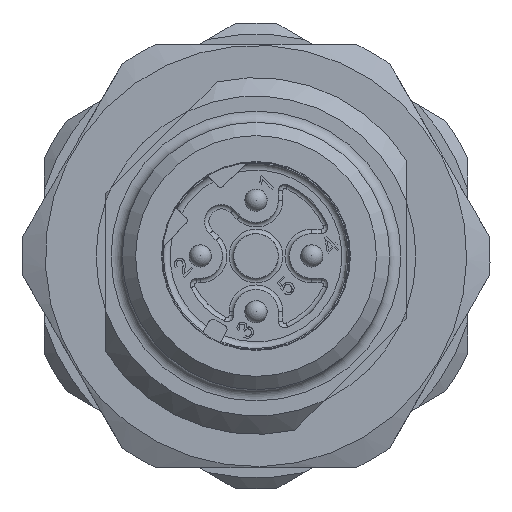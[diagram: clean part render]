
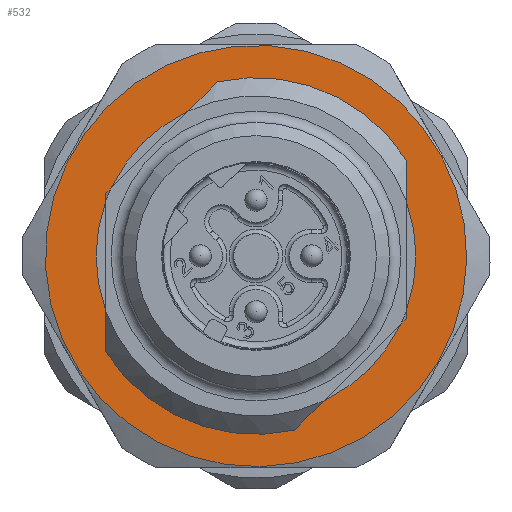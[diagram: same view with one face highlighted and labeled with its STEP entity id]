
A CAD part, front view. The second image highlights one B-rep face of the part: STEP entity #532.
In plain terms, the highlighted planar face has unit normal (0, -1, 0).
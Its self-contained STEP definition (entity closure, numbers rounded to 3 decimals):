
#116=FACE_BOUND('',#1108,.T.);
#117=FACE_BOUND('',#1109,.T.);
#412=PLANE('',#4828);
#532=ADVANCED_FACE('',(#116,#117),#412,.T.);
#1108=EDGE_LOOP('',(#2215));
#1109=EDGE_LOOP('',(#2216,#2217,#2218,#2219,#2220,#2221,#2222,#2223,#2224,
#2225,#2226,#2227,#2228,#2229));
#1438=LINE('',#6619,#1761);
#1440=LINE('',#6622,#1763);
#1446=LINE('',#6638,#1769);
#1447=LINE('',#6639,#1770);
#1453=LINE('',#6655,#1776);
#1455=LINE('',#6658,#1778);
#1460=LINE('',#6672,#1783);
#1461=LINE('',#6673,#1784);
#1761=VECTOR('',#5326,1.);
#1763=VECTOR('',#5328,1.);
#1769=VECTOR('',#5336,1.);
#1770=VECTOR('',#5337,1.);
#1776=VECTOR('',#5345,1.);
#1778=VECTOR('',#5347,1.);
#1783=VECTOR('',#5354,1.);
#1784=VECTOR('',#5355,1.);
#2215=ORIENTED_EDGE('',*,*,#3970,.F.);
#2216=ORIENTED_EDGE('',*,*,#3971,.F.);
#2217=ORIENTED_EDGE('',*,*,#3943,.T.);
#2218=ORIENTED_EDGE('',*,*,#3950,.T.);
#2219=ORIENTED_EDGE('',*,*,#3972,.F.);
#2220=ORIENTED_EDGE('',*,*,#3951,.T.);
#2221=ORIENTED_EDGE('',*,*,#3908,.F.);
#2222=ORIENTED_EDGE('',*,*,#3966,.F.);
#2223=ORIENTED_EDGE('',*,*,#3973,.F.);
#2224=ORIENTED_EDGE('',*,*,#3967,.F.);
#2225=ORIENTED_EDGE('',*,*,#3958,.F.);
#2226=ORIENTED_EDGE('',*,*,#3974,.F.);
#2227=ORIENTED_EDGE('',*,*,#3960,.F.);
#2228=ORIENTED_EDGE('',*,*,#3930,.F.);
#2229=ORIENTED_EDGE('',*,*,#3941,.T.);
#3450=VERTEX_POINT('',#6519);
#3452=VERTEX_POINT('',#6522);
#3467=VERTEX_POINT('',#6588);
#3468=VERTEX_POINT('',#6590);
#3476=VERTEX_POINT('',#6618);
#3477=VERTEX_POINT('',#6621);
#3478=VERTEX_POINT('',#6623);
#3482=VERTEX_POINT('',#6637);
#3483=VERTEX_POINT('',#6640);
#3487=VERTEX_POINT('',#6654);
#3488=VERTEX_POINT('',#6656);
#3489=VERTEX_POINT('',#6659);
#3492=VERTEX_POINT('',#6671);
#3493=VERTEX_POINT('',#6674);
#3495=VERTEX_POINT('',#6680);
#3908=EDGE_CURVE('',#3450,#3452,#4568,.T.);
#3930=EDGE_CURVE('',#3467,#3468,#4576,.T.);
#3941=EDGE_CURVE('',#3467,#3476,#1438,.T.);
#3943=EDGE_CURVE('',#3478,#3477,#1440,.T.);
#3950=EDGE_CURVE('',#3477,#3482,#1446,.T.);
#3951=EDGE_CURVE('',#3483,#3452,#1447,.T.);
#3958=EDGE_CURVE('',#3487,#3488,#1453,.T.);
#3960=EDGE_CURVE('',#3468,#3489,#1455,.T.);
#3966=EDGE_CURVE('',#3492,#3450,#1460,.T.);
#3967=EDGE_CURVE('',#3488,#3493,#1461,.T.);
#3970=EDGE_CURVE('',#3495,#3495,#4583,.T.);
#3971=EDGE_CURVE('',#3478,#3476,#4584,.T.);
#3972=EDGE_CURVE('',#3483,#3482,#4585,.T.);
#3973=EDGE_CURVE('',#3493,#3492,#4586,.T.);
#3974=EDGE_CURVE('',#3489,#3487,#4587,.T.);
#4568=CIRCLE('',#4791,8.);
#4576=CIRCLE('',#4805,8.);
#4583=CIRCLE('',#4823,9.45);
#4584=CIRCLE('',#4824,7.172);
#4585=CIRCLE('',#4825,7.172);
#4586=CIRCLE('',#4826,7.172);
#4587=CIRCLE('',#4827,7.172);
#4791=AXIS2_PLACEMENT_3D('',#6521,#5261,#5262);
#4805=AXIS2_PLACEMENT_3D('',#6589,#5295,#5296);
#4823=AXIS2_PLACEMENT_3D('',#6679,#5360,#5361);
#4824=AXIS2_PLACEMENT_3D('',#6681,#5362,#5363);
#4825=AXIS2_PLACEMENT_3D('',#6682,#5364,#5365);
#4826=AXIS2_PLACEMENT_3D('',#6683,#5366,#5367);
#4827=AXIS2_PLACEMENT_3D('',#6684,#5368,#5369);
#4828=AXIS2_PLACEMENT_3D('',#6685,#5370,#5371);
#5261=DIRECTION('',(0.,-1.,0.));
#5262=DIRECTION('',(0.,0.,1.));
#5295=DIRECTION('',(0.,-1.,0.));
#5296=DIRECTION('',(0.,0.,1.));
#5326=DIRECTION('',(0.,0.,-1.));
#5328=DIRECTION('',(0.,0.,-1.));
#5336=DIRECTION('',(-0.707,0.,-0.707));
#5337=DIRECTION('',(-0.707,0.,-0.707));
#5345=DIRECTION('',(-0.707,0.,-0.707));
#5347=DIRECTION('',(-0.707,0.,-0.707));
#5354=DIRECTION('',(0.,0.,-1.));
#5355=DIRECTION('',(0.,0.,-1.));
#5360=DIRECTION('',(0.,1.,0.));
#5361=DIRECTION('',(0.866,0.,-0.5));
#5362=DIRECTION('',(0.,-1.,0.));
#5363=DIRECTION('',(-0.866,0.,0.5));
#5364=DIRECTION('',(0.,-1.,0.));
#5365=DIRECTION('',(-0.866,0.,0.5));
#5366=DIRECTION('',(0.,-1.,0.));
#5367=DIRECTION('',(-0.866,0.,0.5));
#5368=DIRECTION('',(0.,-1.,0.));
#5369=DIRECTION('',(-0.866,0.,0.5));
#5370=DIRECTION('',(0.,-1.,0.));
#5371=DIRECTION('',(0.866,0.,-0.5));
#6519=CARTESIAN_POINT('',(10.675,-4.425,-4.294));
#6521=CARTESIAN_POINT('',(17.425,-4.425,0.));
#6522=CARTESIAN_POINT('',(19.162,-4.425,-7.809));
#6588=CARTESIAN_POINT('',(24.175,-4.425,4.294));
#6589=CARTESIAN_POINT('',(17.425,-4.425,0.));
#6590=CARTESIAN_POINT('',(15.688,-4.425,7.809));
#6618=CARTESIAN_POINT('',(24.175,-4.425,2.424));
#6619=CARTESIAN_POINT('',(24.175,-4.425,5.744));
#6621=CARTESIAN_POINT('',(24.175,-4.425,-2.796));
#6622=CARTESIAN_POINT('',(24.175,-4.425,5.744));
#6623=CARTESIAN_POINT('',(24.175,-4.425,-2.424));
#6637=CARTESIAN_POINT('',(23.912,-4.425,-3.059));
#6638=CARTESIAN_POINT('',(24.175,-4.425,-2.796));
#6639=CARTESIAN_POINT('',(24.175,-4.425,-2.796));
#6640=CARTESIAN_POINT('',(20.484,-4.425,-6.487));
#6654=CARTESIAN_POINT('',(10.938,-4.425,3.059));
#6655=CARTESIAN_POINT('',(16.714,-4.425,8.835));
#6656=CARTESIAN_POINT('',(10.675,-4.425,2.796));
#6658=CARTESIAN_POINT('',(16.714,-4.425,8.835));
#6659=CARTESIAN_POINT('',(14.366,-4.425,6.487));
#6671=CARTESIAN_POINT('',(10.675,-4.425,-2.424));
#6672=CARTESIAN_POINT('',(10.675,-4.425,2.796));
#6673=CARTESIAN_POINT('',(10.675,-4.425,2.796));
#6674=CARTESIAN_POINT('',(10.675,-4.425,2.424));
#6679=CARTESIAN_POINT('',(17.425,-4.425,0.));
#6680=CARTESIAN_POINT('',(25.609,-4.425,-4.725));
#6681=CARTESIAN_POINT('',(17.425,-4.425,0.));
#6682=CARTESIAN_POINT('',(17.425,-4.425,0.));
#6683=CARTESIAN_POINT('',(17.425,-4.425,0.));
#6684=CARTESIAN_POINT('',(17.425,-4.425,0.));
#6685=CARTESIAN_POINT('',(17.425,-4.425,0.));
